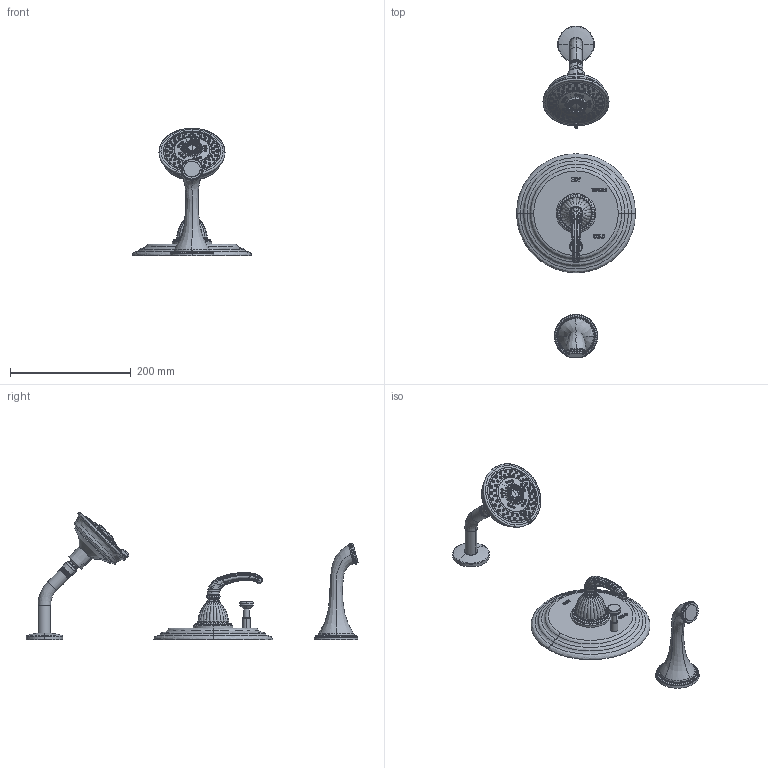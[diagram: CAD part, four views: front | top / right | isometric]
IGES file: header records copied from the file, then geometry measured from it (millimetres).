
Start section:  PTC IGES file: 3-882bp.igs
Global section: file name: 3-882bp.igs; native system: Creo Parametric by PTC Inc.; preprocessor: 2018400; author: jinson.thomas; organization: Unknown; date: 20210525.142233; units: inch
Bounding box: 196.85 x 549.03 x 210.62 mm (x, y, z)
Volume: 1015102.9 mm3; surface area: 149364.7 mm2
Topology: 3 solids, 3 shells, 2109 faces, 5054 edges, 3034 vertices
Faces by surface type: revolution 1280, bspline 765, extrusion 64
